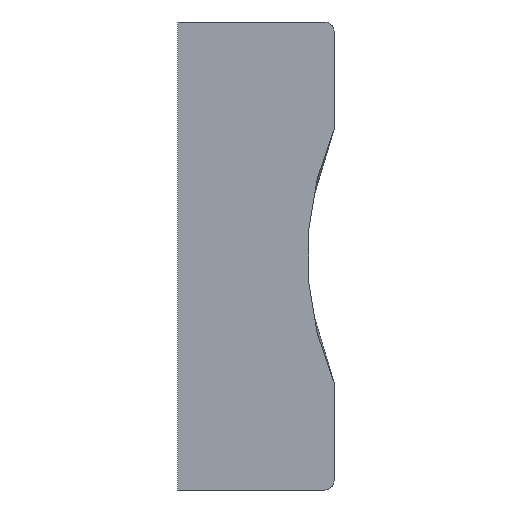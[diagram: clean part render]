
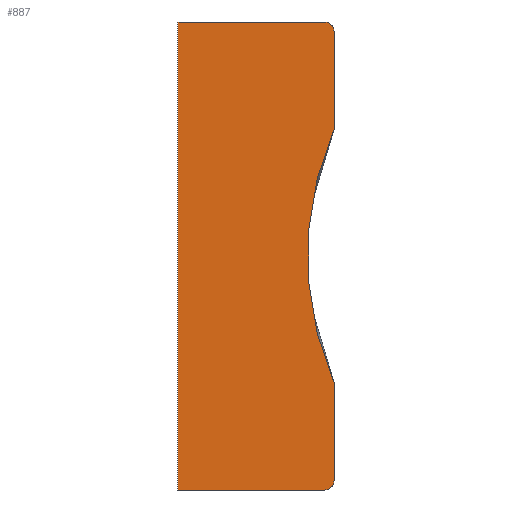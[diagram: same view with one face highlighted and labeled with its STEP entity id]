
A CAD part, left-side view. The second image highlights one B-rep face of the part: STEP entity #887.
In plain terms, the highlighted planar face has unit normal (-1, 0, 0).
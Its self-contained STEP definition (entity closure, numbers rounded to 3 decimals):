
#106=PLANE('',#964);
#126=CIRCLE('',#938,0.5);
#129=CIRCLE('',#953,0.5);
#132=CIRCLE('',#965,16.348);
#167=FACE_OUTER_BOUND('',#218,.T.);
#218=EDGE_LOOP('',(#711,#712,#713,#714,#715,#716,#717,#718));
#296=LINE('',#1373,#370);
#323=LINE('',#1428,#397);
#325=LINE('',#1431,#399);
#326=LINE('',#1438,#400);
#327=LINE('',#1441,#401);
#370=VECTOR('',#1086,10.);
#397=VECTOR('',#1125,10.);
#399=VECTOR('',#1129,10.);
#400=VECTOR('',#1136,10.);
#401=VECTOR('',#1139,10.);
#431=VERTEX_POINT('',#1309);
#432=VERTEX_POINT('',#1311);
#444=VERTEX_POINT('',#1363);
#445=VERTEX_POINT('',#1365);
#447=VERTEX_POINT('',#1371);
#469=VERTEX_POINT('',#1427);
#472=VERTEX_POINT('',#1437);
#473=VERTEX_POINT('',#1439);
#507=EDGE_CURVE('',#431,#432,#126,.T.);
#528=EDGE_CURVE('',#444,#445,#129,.T.);
#532=EDGE_CURVE('',#447,#431,#296,.T.);
#559=EDGE_CURVE('',#469,#445,#323,.T.);
#561=EDGE_CURVE('',#447,#469,#325,.T.);
#564=EDGE_CURVE('',#472,#444,#326,.T.);
#565=EDGE_CURVE('',#472,#473,#132,.T.);
#566=EDGE_CURVE('',#432,#473,#327,.T.);
#711=ORIENTED_EDGE('',*,*,#507,.F.);
#712=ORIENTED_EDGE('',*,*,#532,.F.);
#713=ORIENTED_EDGE('',*,*,#561,.T.);
#714=ORIENTED_EDGE('',*,*,#559,.T.);
#715=ORIENTED_EDGE('',*,*,#528,.F.);
#716=ORIENTED_EDGE('',*,*,#564,.F.);
#717=ORIENTED_EDGE('',*,*,#565,.T.);
#718=ORIENTED_EDGE('',*,*,#566,.F.);
#887=ADVANCED_FACE('',(#167),#106,.T.);
#938=AXIS2_PLACEMENT_3D('',#1312,#1037,#1038);
#953=AXIS2_PLACEMENT_3D('',#1366,#1079,#1080);
#964=AXIS2_PLACEMENT_3D('',#1436,#1134,#1135);
#965=AXIS2_PLACEMENT_3D('',#1440,#1137,#1138);
#1037=DIRECTION('center_axis',(1.,0.,0.));
#1038=DIRECTION('ref_axis',(0.,-0.707,0.707));
#1079=DIRECTION('center_axis',(1.,0.,0.));
#1080=DIRECTION('ref_axis',(0.,-0.707,-0.707));
#1086=DIRECTION('',(0.,-1.,0.));
#1125=DIRECTION('',(0.,-1.,0.));
#1129=DIRECTION('',(0.,0.,-1.));
#1134=DIRECTION('center_axis',(-1.,0.,0.));
#1135=DIRECTION('ref_axis',(0.,0.,-1.));
#1136=DIRECTION('',(0.,0.,-1.));
#1137=DIRECTION('center_axis',(1.,0.,0.));
#1138=DIRECTION('ref_axis',(0.,0.,1.));
#1139=DIRECTION('',(0.,0.,-1.));
#1309=CARTESIAN_POINT('',(-6.6,-9.5,12.));
#1311=CARTESIAN_POINT('',(-6.6,-10.,11.5));
#1312=CARTESIAN_POINT('Origin',(-6.6,-9.5,11.5));
#1363=CARTESIAN_POINT('',(-6.6,-10.,-11.5));
#1365=CARTESIAN_POINT('',(-6.6,-9.5,-12.));
#1366=CARTESIAN_POINT('Origin',(-6.6,-9.5,-11.5));
#1371=CARTESIAN_POINT('',(-6.6,-2.,12.));
#1373=CARTESIAN_POINT('',(-6.6,0.,12.));
#1427=CARTESIAN_POINT('',(-6.6,-2.,-12.));
#1428=CARTESIAN_POINT('',(-6.6,0.,-12.));
#1431=CARTESIAN_POINT('',(-6.6,-2.,6.));
#1436=CARTESIAN_POINT('Origin',(-6.6,0.,12.));
#1437=CARTESIAN_POINT('',(-6.6,-10.,-6.5));
#1438=CARTESIAN_POINT('',(-6.6,-10.,12.));
#1439=CARTESIAN_POINT('',(-6.6,-10.,6.5));
#1440=CARTESIAN_POINT('Origin',(-6.6,-25.,0.));
#1441=CARTESIAN_POINT('',(-6.6,-10.,12.));
